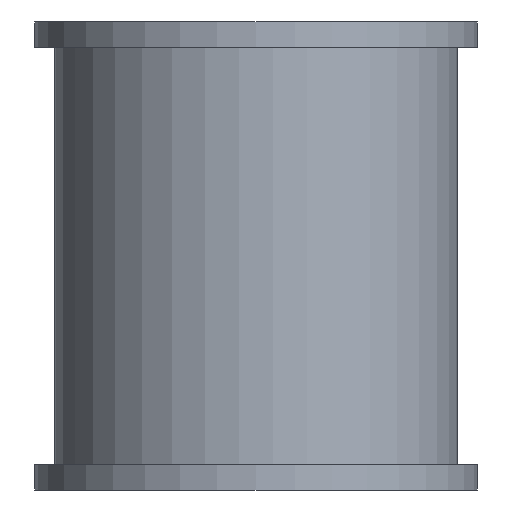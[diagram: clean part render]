
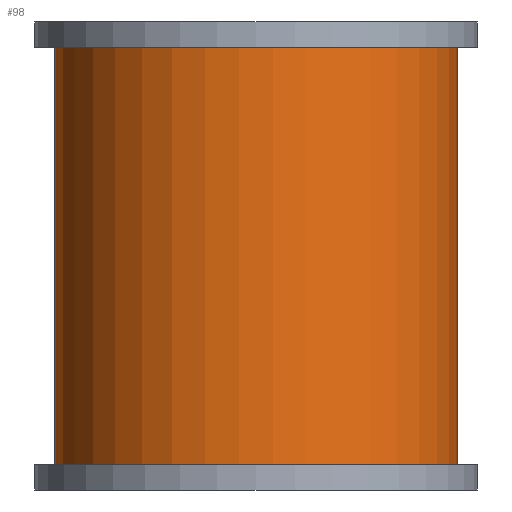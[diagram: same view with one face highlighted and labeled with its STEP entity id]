
A CAD part, front view. The second image highlights one B-rep face of the part: STEP entity #98.
In plain terms, the highlighted cylindrical face has radius 12.05 mm (diameter 24.1 mm), a partial arc.
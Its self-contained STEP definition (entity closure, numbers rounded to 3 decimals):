
#98 = ADVANCED_FACE( '', ( #148 ), #149, .T. );
#148 = FACE_OUTER_BOUND( '', #200, .T. );
#149 = CYLINDRICAL_SURFACE( '', #201, 12.05 );
#200 = EDGE_LOOP( '', ( #407, #408, #409, #410 ) );
#201 = AXIS2_PLACEMENT_3D( '', #411, #412, #413 );
#407 = ORIENTED_EDGE( '', *, *, #456, .F. );
#408 = ORIENTED_EDGE( '', *, *, #497, .T. );
#409 = ORIENTED_EDGE( '', *, *, #432, .T. );
#410 = ORIENTED_EDGE( '', *, *, #492, .T. );
#411 = CARTESIAN_POINT( '', ( 0., 0., -25. ) );
#412 = DIRECTION( '', ( 0., 0., -1. ) );
#413 = DIRECTION( '', ( -0.323, -0.947, 0. ) );
#432 = EDGE_CURVE( '', #508, #509, #510, .T. );
#456 = EDGE_CURVE( '', #551, #553, #554, .T. );
#492 = EDGE_CURVE( '', #509, #553, #612, .T. );
#497 = EDGE_CURVE( '', #551, #508, #617, .F. );
#508 = VERTEX_POINT( '', #632 );
#509 = VERTEX_POINT( '', #633 );
#510 = CIRCLE( '', #634, 12.05 );
#551 = VERTEX_POINT( '', #692 );
#553 = VERTEX_POINT( '', #694 );
#554 = CIRCLE( '', #695, 12.05 );
#612 = LINE( '', #772, #773 );
#617 = LINE( '', #782, #783 );
#632 = CARTESIAN_POINT( '', ( -5.575, 10.683, -25. ) );
#633 = CARTESIAN_POINT( '', ( 5.575, 10.683, -25. ) );
#634 = AXIS2_PLACEMENT_3D( '', #792, #793, #794 );
#692 = CARTESIAN_POINT( '', ( -5.575, 10.683, 0. ) );
#694 = CARTESIAN_POINT( '', ( 5.575, 10.683, 0. ) );
#695 = AXIS2_PLACEMENT_3D( '', #830, #831, #832 );
#772 = CARTESIAN_POINT( '', ( 5.575, 10.683, -25. ) );
#773 = VECTOR( '', #900, 1000. );
#782 = CARTESIAN_POINT( '', ( -5.575, 10.683, -25. ) );
#783 = VECTOR( '', #905, 1000. );
#792 = CARTESIAN_POINT( '', ( 0., 0., -25. ) );
#793 = DIRECTION( '', ( 0., 0., 1. ) );
#794 = DIRECTION( '', ( 1., 0., 0. ) );
#830 = CARTESIAN_POINT( '', ( 0., 0., 0. ) );
#831 = DIRECTION( '', ( 0., 0., 1. ) );
#832 = DIRECTION( '', ( 1., 0., 0. ) );
#900 = DIRECTION( '', ( 0., 0., 1. ) );
#905 = DIRECTION( '', ( 0., 0., 1. ) );
